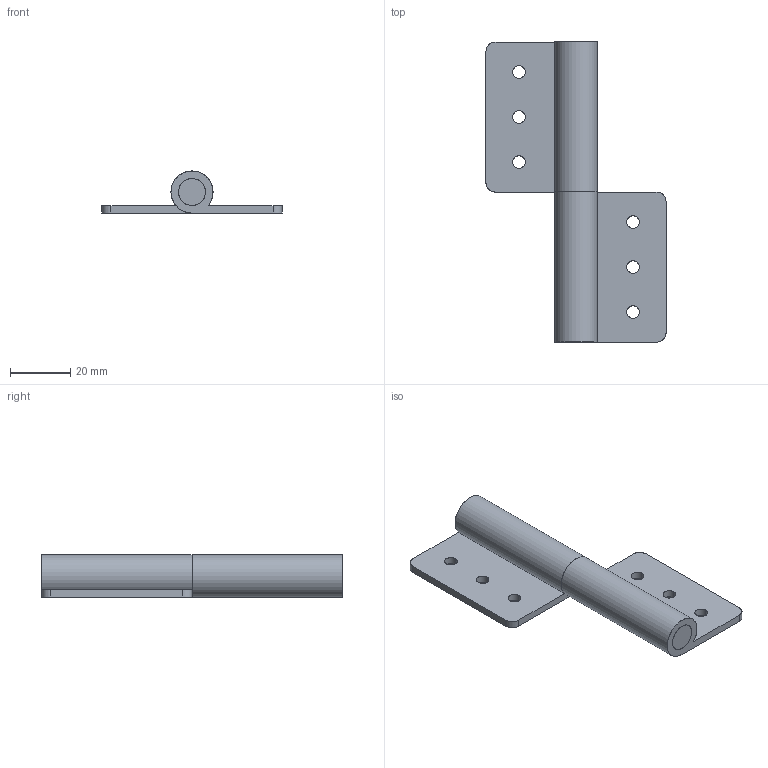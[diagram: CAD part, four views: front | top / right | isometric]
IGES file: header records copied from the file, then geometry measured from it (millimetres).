
Start section: SolidWorks IGES file using analytic representation for surfaces
Global section: file name: B-1103-L.IGS; native system: SolidWorks 2007; preprocessor: SolidWorks 2007; author: 2sw; date: 081208.135246; units: millimetre
Bounding box: 60 x 100 x 14 mm (x, y, z)
Surface area: 15731 mm2 (no closed solid volume)
Topology: 0 solids, 0 shells, 38 faces, 908 edges, 908 vertices
Faces by surface type: revolution 26, bspline 12
